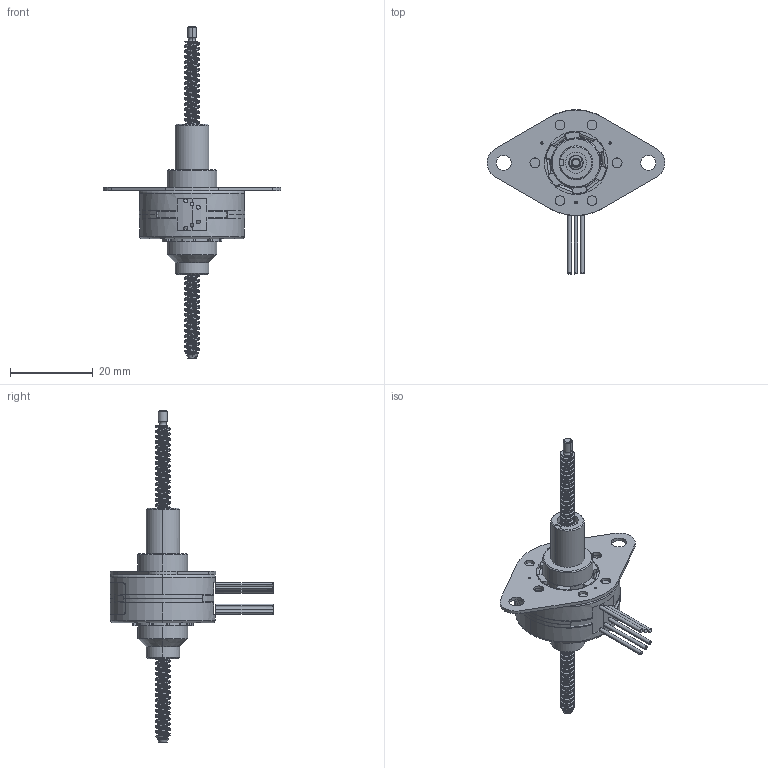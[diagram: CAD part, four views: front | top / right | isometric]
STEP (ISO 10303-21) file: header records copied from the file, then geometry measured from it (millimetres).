
FILE_DESCRIPTION((''),'2;1');
FILE_NAME('26DAM-K_ASM','2015-10-26T',('sandip.dhanwate'),(''),'PRO/ENGINEER BY PARAMETRIC TECHNOLOGY CORPORATION, 2014310','PRO/ENGINEER BY PARAMETRIC TECHNOLOGY CORPORATION, 2014310','');
FILE_SCHEMA(('CONFIG_CONTROL_DESIGN'));
Length unit declared in the file: inch
Products named in the file (14): 053-5078-001; 149-5156-001; 584-5219-002_ASM; 700-5090-001_ASM; 059-5541-BENT; 017-5032-001; 017-5033-001; 190-0510-002; PRT0001; 230-0170; PRT0002; PRT0003; PRT0004; 26DAM-K_ASM
Assembly tree (16 placements, depth 4):
  26DAM-K_ASM
    700-5090-001_ASM
      584-5219-002_ASM
        053-5078-001
        149-5156-001
    059-5541-BENT
    053-5078-001
    017-5032-001
    017-5033-001
    190-0510-002
    PRT0001
    230-0170  x3
    PRT0002
    PRT0003
    PRT0004
Bounding box: 42.82 x 39.51 x 80.01 mm (x, y, z)
Volume: 8769.8 mm3; surface area: 9050.2 mm2
Topology: 14 solids, 14 shells, 708 faces, 1851 edges, 1172 vertices
Faces by surface type: cylinder 348, plane 190, bspline 136, sphere 12, cone 10, torus 6, extrusion 6
Entity records: 43869 total; most frequent: CARTESIAN_POINT 30598, ORIENTED_EDGE 3000, DIRECTION 2220, EDGE_CURVE 1500, VERTEX_POINT 957, AXIS2_PLACEMENT_3D 815, EDGE_LOOP 617, VECTOR 590
